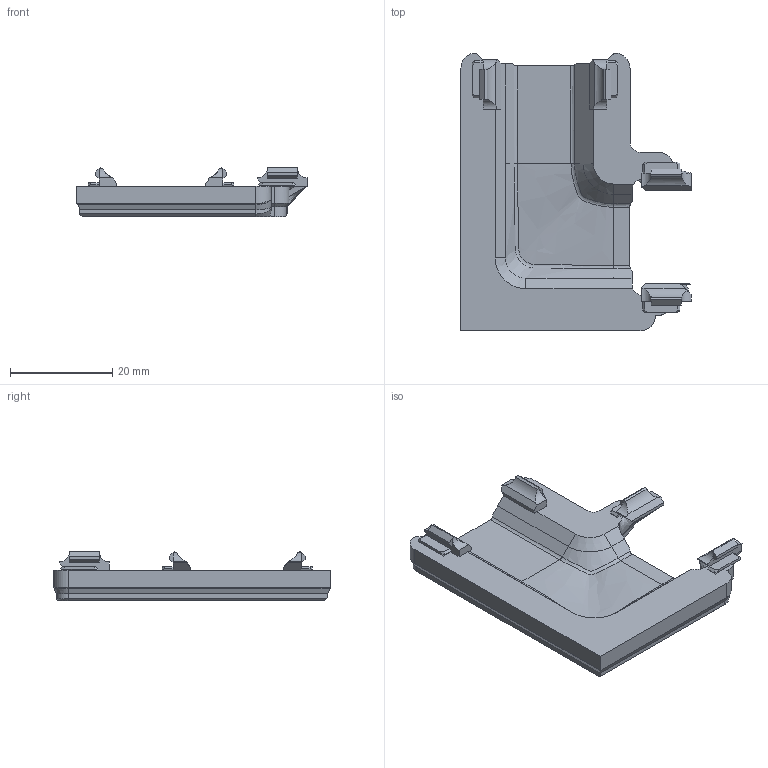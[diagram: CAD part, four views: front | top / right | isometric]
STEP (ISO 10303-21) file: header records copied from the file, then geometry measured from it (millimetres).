
FILE_DESCRIPTION(/* description */ (''),/* implementation_level */ '2;1');
FILE_NAME(/* name */ 'Chain transition body - Z rail outside Gantry.step',/* time_stamp */ '2025-05-15T21:41:49-04:00',/* author */ (''),/* organization */ (''),/* preprocessor_version */ 'ST-DEVELOPER v20.1',/* originating_system */ 'Autodesk Translation Framework v14.4.0.0',/* authorisation */ '');
FILE_SCHEMA (('AUTOMOTIVE_DESIGN { 1 0 10303 214 3 1 1 }'));
Length unit declared in the file: millimetre
Products named in the file (1): Main Corner Body For Z Axis outside Gantry
Bounding box: 45.12 x 54.47 x 9.7 mm (x, y, z)
Volume: 7816.3 mm3; surface area: 5212.2 mm2
Topology: 1 solids, 1 shells, 264 faces, 696 edges, 431 vertices
Faces by surface type: plane 175, cylinder 37, bspline 29, cone 23
Entity records: 10008 total; most frequent: CARTESIAN_POINT 3691, ORIENTED_EDGE 1386, DIRECTION 1184, EDGE_CURVE 693, LINE 490, VECTOR 490, VERTEX_POINT 431, AXIS2_PLACEMENT_3D 347
